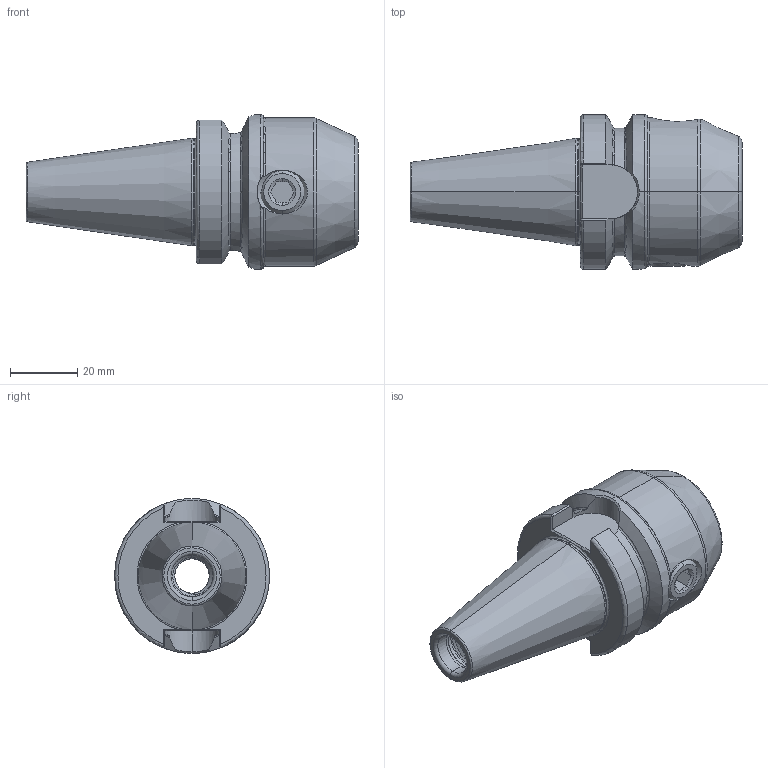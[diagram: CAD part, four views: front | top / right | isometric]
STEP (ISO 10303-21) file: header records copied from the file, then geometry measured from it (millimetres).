
FILE_DESCRIPTION (( 'STEP AP203' ), '1' );
FILE_NAME ('305.04.14.STEP', '2016-08-01T08:02:35', ( '' ), ( '' ), 'SwSTEP 2.0', 'SolidWorks 2012', '' );
FILE_SCHEMA (( 'CONFIG_CONTROL_DESIGN' ));
Length unit declared in the file: millimetre
Products named in the file (3): 305.04.14; 側固14_M14x2_16L
Assembly tree (2 placements, depth 2):
  305.04.14
    305.04.14
    側固14_M14x2_16L
Bounding box: 98.6 x 46 x 46 mm (x, y, z)
Volume: 78081.4 mm3; surface area: 19479.9 mm2
Topology: 2 solids, 2 shells, 196 faces, 513 edges, 323 vertices
Faces by surface type: cylinder 73, plane 39, torus 31, cone 29, bspline 22, sphere 2
Entity records: 16316 total; most frequent: CARTESIAN_POINT 11774, ORIENTED_EDGE 1022, DIRECTION 751, EDGE_CURVE 511, VERTEX_POINT 323, AXIS2_PLACEMENT_3D 302, EDGE_LOOP 204, ADVANCED_FACE 196
